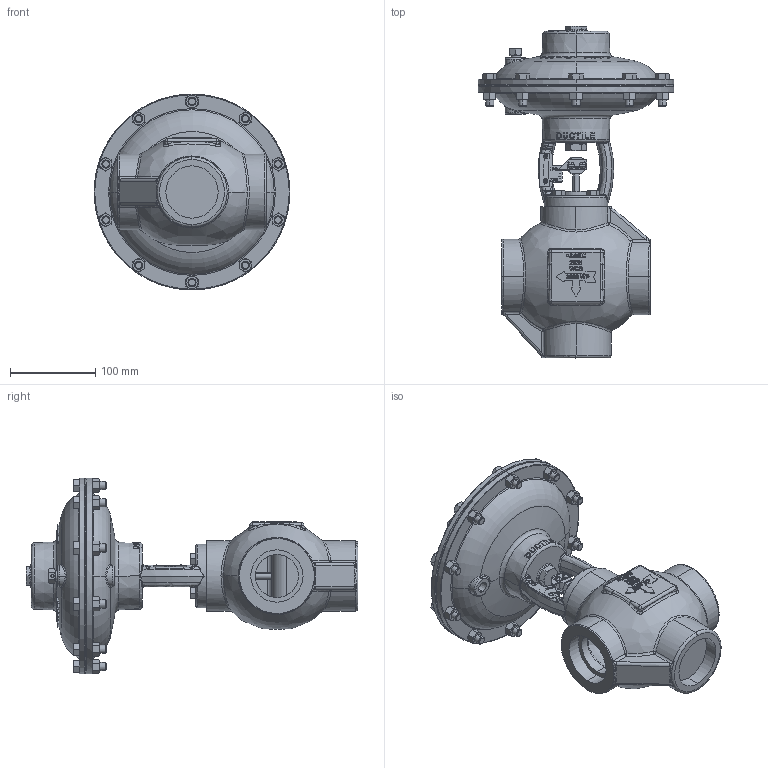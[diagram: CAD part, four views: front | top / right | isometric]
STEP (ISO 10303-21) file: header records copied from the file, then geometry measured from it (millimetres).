
FILE_DESCRIPTION (( 'STEP AP203' ), '1' );
FILE_NAME ('2 INCH 2300 WD3W PC (ESZ).STEP', '2013-08-27T15:50:09', ( 'PCTech' ), ( 'Microsoft' ), 'SwSTEP 2.0', 'SolidWorks 2013', '' );
FILE_SCHEMA (( 'CONFIG_CONTROL_DESIGN' ));
Length unit declared in the file: inch
Products named in the file (1): 2 INCH 2300 WD3W PC (ESZ)
Bounding box: 230.19 x 390.04 x 230.19 mm (x, y, z)
Volume: 3565313 mm3; surface area: 329929.6 mm2
Topology: 1 solids, 1 shells, 2360 faces, 6038 edges, 3834 vertices
Faces by surface type: plane 1173, bspline 553, cone 309, cylinder 201, torus 73, sphere 51
Entity records: 117832 total; most frequent: CARTESIAN_POINT 64899, ORIENTED_EDGE 12060, DIRECTION 9199, EDGE_CURVE 6030, VERTEX_POINT 3834, AXIS2_PLACEMENT_3D 3138, VECTOR 2923, LINE 2923
